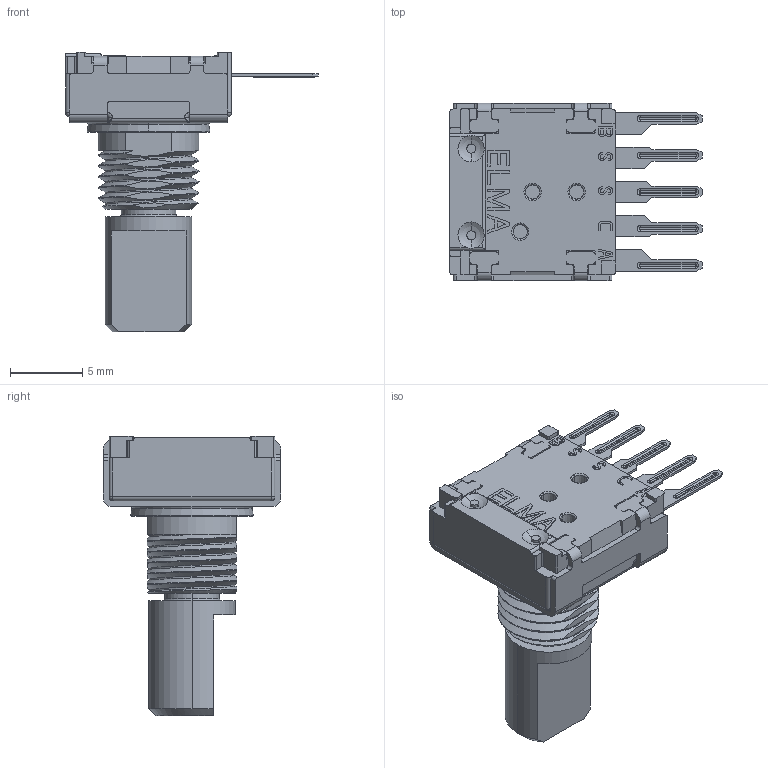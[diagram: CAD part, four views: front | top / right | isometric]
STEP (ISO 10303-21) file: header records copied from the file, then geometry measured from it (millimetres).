
FILE_DESCRIPTION(('Creo Elements/Direct Modeling STEP Export'),'2;1');
FILE_NAME('E33-CTxx1-M03x.stp','2022-03-07T16:15:06',(''),(''),'Creo Elements/Direct Modeling STEP processor for AP214 (Solid Model)','Creo Elements/Direct Modeling 18.1C 24-Feb-2013 (C) Parametric Technology GmbH','');
FILE_SCHEMA(('AUTOMOTIVE_DESIGN { 1 0 10303 214 1 1 1 1 }'));
Length unit declared in the file: millimetre
Products named in the file (2): E33-CTxx1-M03x
Assembly tree (1 placements, depth 2):
  E33-CTxx1-M03x
    E33-CTxx1-M03x
Bounding box: 17.52 x 12.3 x 19.4 mm (x, y, z)
Volume: 1035.7 mm3; surface area: 1011.4 mm2
Topology: 1 solids, 1 shells, 648 faces, 1738 edges, 1100 vertices
Faces by surface type: plane 313, cylinder 237, torus 70, cone 14, bspline 10, sphere 4
Entity records: 22481 total; most frequent: CARTESIAN_POINT 6707, ORIENTED_EDGE 3460, DIRECTION 3125, EDGE_CURVE 1730, VERTEX_POINT 1100, AXIS2_PLACEMENT_3D 1050, VECTOR 1025, LINE 1025
